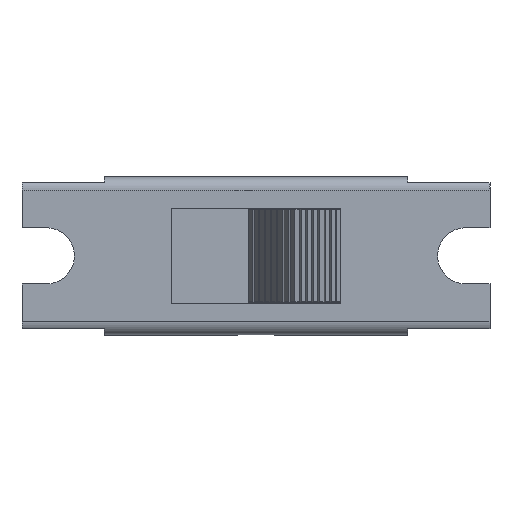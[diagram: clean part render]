
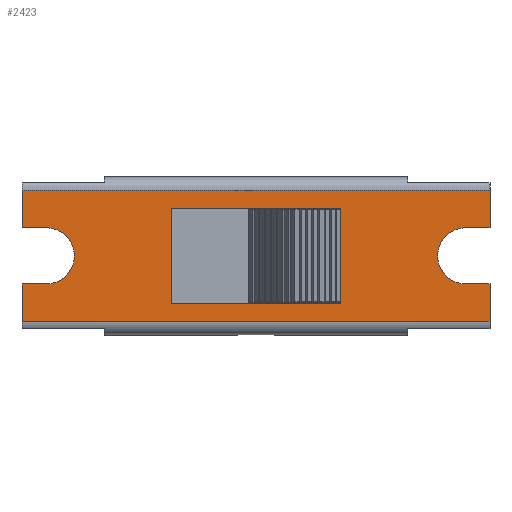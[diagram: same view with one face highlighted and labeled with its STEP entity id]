
A CAD part, top view. The second image highlights one B-rep face of the part: STEP entity #2423.
In plain terms, the highlighted planar face has unit normal (0, 0, 1).
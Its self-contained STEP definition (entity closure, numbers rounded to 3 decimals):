
#1915=CARTESIAN_POINT('',(-9.78,2.74,0.36));
#1916=VERTEX_POINT('',#1915);
#1924=CARTESIAN_POINT('',(9.78,2.74,0.36));
#1925=VERTEX_POINT('',#1924);
#1926=CARTESIAN_POINT('',(-9.78,2.74,0.36));
#1927=DIRECTION('',(1.0,0.0,0.0));
#1928=VECTOR('',#1927,19.56);
#1929=LINE('',#1926,#1928);
#1930=EDGE_CURVE('',#1916,#1925,#1929,.T.);
#2211=CARTESIAN_POINT('',(9.78,-2.74,0.36));
#2212=VERTEX_POINT('',#2211);
#2220=CARTESIAN_POINT('',(-9.78,-2.74,0.36));
#2221=VERTEX_POINT('',#2220);
#2222=CARTESIAN_POINT('',(9.78,-2.74,0.36));
#2223=DIRECTION('',(-1.0,0.0,0.0));
#2224=VECTOR('',#2223,19.56);
#2225=LINE('',#2222,#2224);
#2226=EDGE_CURVE('',#2212,#2221,#2225,.T.);
#2283=CARTESIAN_POINT('',(-9.78,-1.175,0.36));
#2284=VERTEX_POINT('',#2283);
#2285=CARTESIAN_POINT('',(-9.78,-2.74,0.36));
#2286=DIRECTION('',(0.0,1.0,0.0));
#2287=VECTOR('',#2286,1.565);
#2288=LINE('',#2285,#2287);
#2289=EDGE_CURVE('',#2221,#2284,#2288,.T.);
#2309=CARTESIAN_POINT('',(0.,0.,0.36));
#2310=DIRECTION('',(0.0,0.0,1.0));
#2311=DIRECTION('',(1.0,0.0,0.0));
#2312=AXIS2_PLACEMENT_3D('',#2309,#2310,#2311);
#2313=PLANE('',#2312);
#2314=ORIENTED_EDGE('',*,*,#1930,.F.);
#2315=CARTESIAN_POINT('',(-9.78,1.175,0.36));
#2316=VERTEX_POINT('',#2315);
#2317=CARTESIAN_POINT('',(-9.78,1.175,0.36));
#2318=DIRECTION('',(0.0,1.0,0.0));
#2319=VECTOR('',#2318,1.565);
#2320=LINE('',#2317,#2319);
#2321=EDGE_CURVE('',#2316,#1916,#2320,.T.);
#2322=ORIENTED_EDGE('',*,*,#2321,.F.);
#2323=CARTESIAN_POINT('',(-8.765,1.175,0.36));
#2324=VERTEX_POINT('',#2323);
#2325=CARTESIAN_POINT('',(-8.765,1.175,0.36));
#2326=DIRECTION('',(-1.0,0.0,0.0));
#2327=VECTOR('',#2326,1.015);
#2328=LINE('',#2325,#2327);
#2329=EDGE_CURVE('',#2324,#2316,#2328,.T.);
#2330=ORIENTED_EDGE('',*,*,#2329,.F.);
#2331=CARTESIAN_POINT('',(-8.765,-1.175,0.36));
#2332=VERTEX_POINT('',#2331);
#2333=CARTESIAN_POINT('',(-8.765,0.0,0.36));
#2334=DIRECTION('',(0.0,0.0,1.0));
#2335=DIRECTION('',(0.0,-1.0,0.0));
#2336=AXIS2_PLACEMENT_3D('',#2333,#2334,#2335);
#2337=CIRCLE('',#2336,1.175);
#2338=EDGE_CURVE('',#2332,#2324,#2337,.T.);
#2339=ORIENTED_EDGE('',*,*,#2338,.F.);
#2340=CARTESIAN_POINT('',(-9.78,-1.175,0.36));
#2341=DIRECTION('',(1.0,0.0,0.0));
#2342=VECTOR('',#2341,1.015);
#2343=LINE('',#2340,#2342);
#2344=EDGE_CURVE('',#2284,#2332,#2343,.T.);
#2345=ORIENTED_EDGE('',*,*,#2344,.F.);
#2346=ORIENTED_EDGE('',*,*,#2289,.F.);
#2347=ORIENTED_EDGE('',*,*,#2226,.F.);
#2348=CARTESIAN_POINT('',(9.78,-1.175,0.36));
#2349=VERTEX_POINT('',#2348);
#2350=CARTESIAN_POINT('',(9.78,-1.175,0.36));
#2351=DIRECTION('',(0.0,-1.0,0.0));
#2352=VECTOR('',#2351,1.565);
#2353=LINE('',#2350,#2352);
#2354=EDGE_CURVE('',#2349,#2212,#2353,.T.);
#2355=ORIENTED_EDGE('',*,*,#2354,.F.);
#2356=CARTESIAN_POINT('',(8.765,-1.175,0.36));
#2357=VERTEX_POINT('',#2356);
#2358=CARTESIAN_POINT('',(8.765,-1.175,0.36));
#2359=DIRECTION('',(1.0,0.0,0.0));
#2360=VECTOR('',#2359,1.015);
#2361=LINE('',#2358,#2360);
#2362=EDGE_CURVE('',#2357,#2349,#2361,.T.);
#2363=ORIENTED_EDGE('',*,*,#2362,.F.);
#2364=CARTESIAN_POINT('',(8.765,1.175,0.36));
#2365=VERTEX_POINT('',#2364);
#2366=CARTESIAN_POINT('',(8.765,0.0,0.36));
#2367=DIRECTION('',(0.0,0.0,1.0));
#2368=DIRECTION('',(0.0,1.0,0.0));
#2369=AXIS2_PLACEMENT_3D('',#2366,#2367,#2368);
#2370=CIRCLE('',#2369,1.175);
#2371=EDGE_CURVE('',#2365,#2357,#2370,.T.);
#2372=ORIENTED_EDGE('',*,*,#2371,.F.);
#2373=CARTESIAN_POINT('',(9.78,1.175,0.36));
#2374=VERTEX_POINT('',#2373);
#2375=CARTESIAN_POINT('',(9.78,1.175,0.36));
#2376=DIRECTION('',(-1.0,0.0,0.0));
#2377=VECTOR('',#2376,1.015);
#2378=LINE('',#2375,#2377);
#2379=EDGE_CURVE('',#2374,#2365,#2378,.T.);
#2380=ORIENTED_EDGE('',*,*,#2379,.F.);
#2381=CARTESIAN_POINT('',(9.78,2.74,0.36));
#2382=DIRECTION('',(0.0,-1.0,0.0));
#2383=VECTOR('',#2382,1.565);
#2384=LINE('',#2381,#2383);
#2385=EDGE_CURVE('',#1925,#2374,#2384,.T.);
#2386=ORIENTED_EDGE('',*,*,#2385,.F.);
#2387=EDGE_LOOP('',(#2314,#2322,#2330,#2339,#2345,#2346,#2347,#2355,#2363,#2372,#2380,#2386));
#2388=FACE_OUTER_BOUND('',#2387,.T.);
#2389=CARTESIAN_POINT('',(3.55,2.0,0.36));
#2390=VERTEX_POINT('',#2389);
#2391=CARTESIAN_POINT('',(3.55,-2.,0.36));
#2392=VERTEX_POINT('',#2391);
#2393=CARTESIAN_POINT('',(3.55,2.0,0.36));
#2394=DIRECTION('',(0.0,-1.0,0.0));
#2395=VECTOR('',#2394,4.);
#2396=LINE('',#2393,#2395);
#2397=EDGE_CURVE('',#2390,#2392,#2396,.T.);
#2398=ORIENTED_EDGE('',*,*,#2397,.T.);
#2399=CARTESIAN_POINT('',(-3.55,-2.,0.36));
#2400=VERTEX_POINT('',#2399);
#2401=CARTESIAN_POINT('',(3.55,-2.,0.36));
#2402=DIRECTION('',(-1.0,0.0,0.0));
#2403=VECTOR('',#2402,7.1);
#2404=LINE('',#2401,#2403);
#2405=EDGE_CURVE('',#2392,#2400,#2404,.T.);
#2406=ORIENTED_EDGE('',*,*,#2405,.T.);
#2407=CARTESIAN_POINT('',(-3.55,2.0,0.36));
#2408=VERTEX_POINT('',#2407);
#2409=CARTESIAN_POINT('',(-3.55,-2.,0.36));
#2410=DIRECTION('',(0.0,1.0,0.0));
#2411=VECTOR('',#2410,4.0);
#2412=LINE('',#2409,#2411);
#2413=EDGE_CURVE('',#2400,#2408,#2412,.T.);
#2414=ORIENTED_EDGE('',*,*,#2413,.T.);
#2415=CARTESIAN_POINT('',(-3.55,2.0,0.36));
#2416=DIRECTION('',(1.0,0.0,0.0));
#2417=VECTOR('',#2416,7.1);
#2418=LINE('',#2415,#2417);
#2419=EDGE_CURVE('',#2408,#2390,#2418,.T.);
#2420=ORIENTED_EDGE('',*,*,#2419,.T.);
#2421=EDGE_LOOP('',(#2398,#2406,#2414,#2420));
#2422=FACE_BOUND('',#2421,.T.);
#2423=ADVANCED_FACE('',(#2388,#2422),#2313,.T.);
